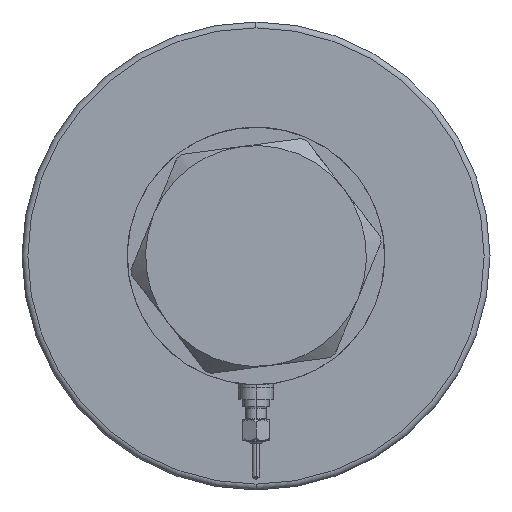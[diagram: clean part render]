
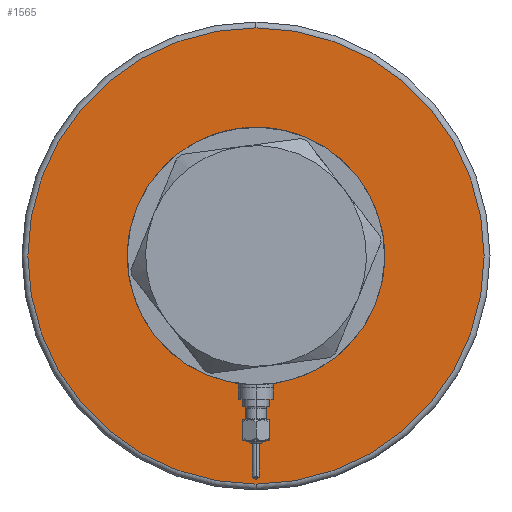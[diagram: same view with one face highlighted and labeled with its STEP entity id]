
A CAD part, left-side view. The second image highlights one B-rep face of the part: STEP entity #1565.
In plain terms, the highlighted face is planar.
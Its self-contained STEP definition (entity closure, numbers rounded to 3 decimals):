
#147 = FACE_BOUND ( 'NONE', #2668, .T. ) ;
#493 = CARTESIAN_POINT ( 'NONE',  ( 0., 0., 0. ) ) ;
#548 = ORIENTED_EDGE ( 'NONE', *, *, #1994, .T. ) ;
#618 = AXIS2_PLACEMENT_3D ( 'NONE', #4339, #962, #5224 ) ;
#686 = VERTEX_POINT ( 'NONE', #6517 ) ;
#962 = DIRECTION ( 'NONE',  ( 0., 0., -1. ) ) ;
#1071 = DIRECTION ( 'NONE',  ( 1., 0., 0. ) ) ;
#1159 = CIRCLE ( 'NONE', #5733, 78. ) ;
#1548 = ORIENTED_EDGE ( 'NONE', *, *, #5556, .T. ) ;
#1565 = ADVANCED_FACE ( 'NONE', ( #6005, #147 ), #4879, .F. ) ;
#1652 = AXIS2_PLACEMENT_3D ( 'NONE', #493, #5796, #3261 ) ;
#1941 = CARTESIAN_POINT ( 'NONE',  ( -78., 0., 0. ) ) ;
#1964 = CIRCLE ( 'NONE', #5323, 37.5 ) ;
#1994 = EDGE_CURVE ( 'NONE', #5412, #686, #1159, .T. ) ;
#2158 = CARTESIAN_POINT ( 'NONE',  ( 0., 0., 0. ) ) ;
#2287 = CARTESIAN_POINT ( 'NONE',  ( 0., 0., 0. ) ) ;
#2356 = ORIENTED_EDGE ( 'NONE', *, *, #5065, .T. ) ;
#2515 = CIRCLE ( 'NONE', #618, 78. ) ;
#2668 = EDGE_LOOP ( 'NONE', ( #5196, #2356 ) ) ;
#2733 = DIRECTION ( 'NONE',  ( 1., 0., 0. ) ) ;
#2937 = AXIS2_PLACEMENT_3D ( 'NONE', #2287, #5931, #2733 ) ;
#3099 = VERTEX_POINT ( 'NONE', #4392 ) ;
#3261 = DIRECTION ( 'NONE',  ( 1., 0., 0. ) ) ;
#3324 = CARTESIAN_POINT ( 'NONE',  ( 0., 0., 0. ) ) ;
#3725 = DIRECTION ( 'NONE',  ( 0., 0., 1. ) ) ;
#4091 = CARTESIAN_POINT ( 'NONE',  ( 37.5, 0., 0. ) ) ;
#4339 = CARTESIAN_POINT ( 'NONE',  ( 0., 0., 0. ) ) ;
#4392 = CARTESIAN_POINT ( 'NONE',  ( -37.5, 0., 0. ) ) ;
#4869 = DIRECTION ( 'NONE',  ( 1., 0., 0. ) ) ;
#4879 = PLANE ( 'NONE',  #2937 ) ;
#5065 = EDGE_CURVE ( 'NONE', #3099, #5930, #1964, .T. ) ;
#5196 = ORIENTED_EDGE ( 'NONE', *, *, #6115, .T. ) ;
#5209 = CIRCLE ( 'NONE', #1652, 37.5 ) ;
#5224 = DIRECTION ( 'NONE',  ( 1., 0., 0. ) ) ;
#5323 = AXIS2_PLACEMENT_3D ( 'NONE', #2158, #3725, #1071 ) ;
#5412 = VERTEX_POINT ( 'NONE', #1941 ) ;
#5556 = EDGE_CURVE ( 'NONE', #686, #5412, #2515, .T. ) ;
#5733 = AXIS2_PLACEMENT_3D ( 'NONE', #3324, #6522, #4869 ) ;
#5796 = DIRECTION ( 'NONE',  ( 0., 0., 1. ) ) ;
#5930 = VERTEX_POINT ( 'NONE', #4091 ) ;
#5931 = DIRECTION ( 'NONE',  ( 0., 0., 1. ) ) ;
#6005 = FACE_OUTER_BOUND ( 'NONE', #6822, .T. ) ;
#6115 = EDGE_CURVE ( 'NONE', #5930, #3099, #5209, .T. ) ;
#6517 = CARTESIAN_POINT ( 'NONE',  ( 78., 0., 0. ) ) ;
#6522 = DIRECTION ( 'NONE',  ( 0., 0., -1. ) ) ;
#6822 = EDGE_LOOP ( 'NONE', ( #1548, #548 ) ) ;
